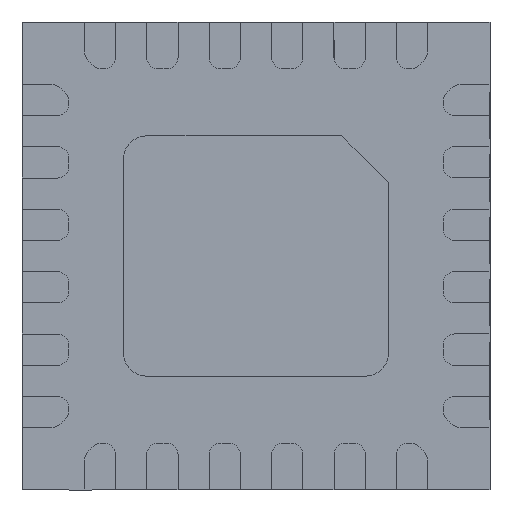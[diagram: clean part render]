
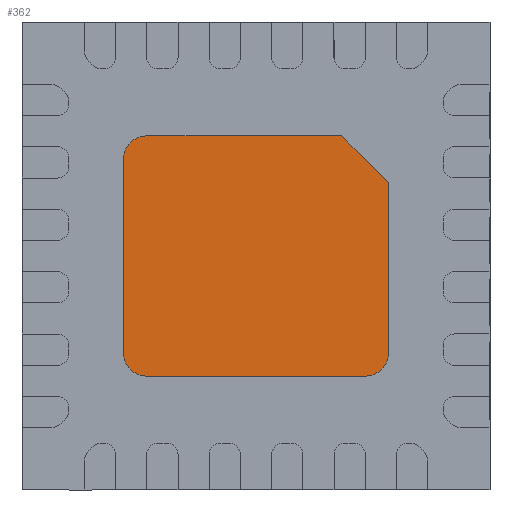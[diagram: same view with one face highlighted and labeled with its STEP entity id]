
A CAD part, front view. The second image highlights one B-rep face of the part: STEP entity #362.
In plain terms, the highlighted planar face has unit normal (0, -1, 0).
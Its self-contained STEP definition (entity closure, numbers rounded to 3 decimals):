
#115 = CARTESIAN_POINT ( 'NONE',  ( 0.7, -0.05, -0.77 ) ) ;
#269 = CARTESIAN_POINT ( 'NONE',  ( 0.55, -0.05, 0.77 ) ) ;
#362 = ADVANCED_FACE ( 'NONE', ( #8093 ), #1864, .F. ) ;
#385 = CIRCLE ( 'NONE', #1863, 0.15 ) ;
#489 = LINE ( 'NONE', #11154, #7401 ) ;
#890 = VERTEX_POINT ( 'NONE', #115 ) ;
#1025 = ORIENTED_EDGE ( 'NONE', *, *, #9417, .F. ) ;
#1419 = AXIS2_PLACEMENT_3D ( 'NONE', #5614, #6500, #5562 ) ;
#1476 = DIRECTION ( 'NONE',  ( 0., 0., 1. ) ) ;
#1684 = CARTESIAN_POINT ( 'NONE',  ( -0.85, -0.05, 0.62 ) ) ;
#1863 = AXIS2_PLACEMENT_3D ( 'NONE', #3181, #9836, #11755 ) ;
#1864 = PLANE ( 'NONE',  #4312 ) ;
#1977 = VECTOR ( 'NONE', #8762, 1000. ) ;
#2004 = CARTESIAN_POINT ( 'NONE',  ( -0.7, -0.05, -0.77 ) ) ;
#2222 = CARTESIAN_POINT ( 'NONE',  ( 0.85, -0.05, -0.62 ) ) ;
#2458 = ORIENTED_EDGE ( 'NONE', *, *, #12064, .F. ) ;
#2537 = VERTEX_POINT ( 'NONE', #2958 ) ;
#2653 = CARTESIAN_POINT ( 'NONE',  ( -0.85, -0.05, -0.62 ) ) ;
#2862 = LINE ( 'NONE', #3282, #3176 ) ;
#2958 = CARTESIAN_POINT ( 'NONE',  ( -0.7, -0.05, 0.77 ) ) ;
#2966 = DIRECTION ( 'NONE',  ( 0., 0., 1. ) ) ;
#3176 = VECTOR ( 'NONE', #8082, 1000. ) ;
#3181 = CARTESIAN_POINT ( 'NONE',  ( -0.7, -0.05, 0.62 ) ) ;
#3282 = CARTESIAN_POINT ( 'NONE',  ( 0.85, -0.05, 0.47 ) ) ;
#3292 = EDGE_CURVE ( 'NONE', #3385, #11106, #489, .T. ) ;
#3385 = VERTEX_POINT ( 'NONE', #2653 ) ;
#3661 = ORIENTED_EDGE ( 'NONE', *, *, #6954, .F. ) ;
#3799 = CARTESIAN_POINT ( 'NONE',  ( 0.55, -0.05, 0.77 ) ) ;
#4312 = AXIS2_PLACEMENT_3D ( 'NONE', #6782, #6826, #2966 ) ;
#4643 = CARTESIAN_POINT ( 'NONE',  ( -0.7, -0.05, -0.77 ) ) ;
#5443 = CIRCLE ( 'NONE', #1419, 0.15 ) ;
#5501 = CARTESIAN_POINT ( 'NONE',  ( 0.85, -0.05, -0.62 ) ) ;
#5539 = EDGE_CURVE ( 'NONE', #5983, #6545, #10582, .T. ) ;
#5562 = DIRECTION ( 'NONE',  ( 0., 0., 1. ) ) ;
#5614 = CARTESIAN_POINT ( 'NONE',  ( -0.7, -0.05, -0.62 ) ) ;
#5834 = AXIS2_PLACEMENT_3D ( 'NONE', #9987, #6051, #11908 ) ;
#5861 = EDGE_CURVE ( 'NONE', #11106, #2537, #385, .T. ) ;
#5983 = VERTEX_POINT ( 'NONE', #8913 ) ;
#6051 = DIRECTION ( 'NONE',  ( 0., 1., 0. ) ) ;
#6500 = DIRECTION ( 'NONE',  ( 0., 1., 0. ) ) ;
#6545 = VERTEX_POINT ( 'NONE', #2222 ) ;
#6782 = CARTESIAN_POINT ( 'NONE',  ( 0., -0.05, 0. ) ) ;
#6826 = DIRECTION ( 'NONE',  ( 0., 1., 0. ) ) ;
#6954 = EDGE_CURVE ( 'NONE', #6545, #890, #10527, .T. ) ;
#7308 = VECTOR ( 'NONE', #11321, 1000. ) ;
#7401 = VECTOR ( 'NONE', #1476, 1000. ) ;
#7523 = ORIENTED_EDGE ( 'NONE', *, *, #9672, .F. ) ;
#8082 = DIRECTION ( 'NONE',  ( 0.707, 0., -0.707 ) ) ;
#8093 = FACE_OUTER_BOUND ( 'NONE', #8127, .T. ) ;
#8127 = EDGE_LOOP ( 'NONE', ( #9659, #7523, #10499, #11658, #1025, #2458, #3661, #8796 ) ) ;
#8762 = DIRECTION ( 'NONE',  ( 1., 0., 0. ) ) ;
#8796 = ORIENTED_EDGE ( 'NONE', *, *, #5539, .F. ) ;
#8913 = CARTESIAN_POINT ( 'NONE',  ( 0.85, -0.05, 0.47 ) ) ;
#9417 = EDGE_CURVE ( 'NONE', #9702, #3385, #5443, .T. ) ;
#9659 = ORIENTED_EDGE ( 'NONE', *, *, #11075, .F. ) ;
#9672 = EDGE_CURVE ( 'NONE', #2537, #11203, #12142, .T. ) ;
#9702 = VERTEX_POINT ( 'NONE', #2004 ) ;
#9836 = DIRECTION ( 'NONE',  ( 0., 1., 0. ) ) ;
#9977 = VECTOR ( 'NONE', #11046, 1000. ) ;
#9987 = CARTESIAN_POINT ( 'NONE',  ( 0.7, -0.05, -0.62 ) ) ;
#10438 = LINE ( 'NONE', #4643, #7308 ) ;
#10499 = ORIENTED_EDGE ( 'NONE', *, *, #5861, .F. ) ;
#10527 = CIRCLE ( 'NONE', #5834, 0.15 ) ;
#10582 = LINE ( 'NONE', #5501, #9977 ) ;
#11046 = DIRECTION ( 'NONE',  ( 0., 0., -1. ) ) ;
#11075 = EDGE_CURVE ( 'NONE', #11203, #5983, #2862, .T. ) ;
#11106 = VERTEX_POINT ( 'NONE', #1684 ) ;
#11154 = CARTESIAN_POINT ( 'NONE',  ( -0.85, -0.05, 0.62 ) ) ;
#11203 = VERTEX_POINT ( 'NONE', #3799 ) ;
#11321 = DIRECTION ( 'NONE',  ( -1., 0., 0. ) ) ;
#11658 = ORIENTED_EDGE ( 'NONE', *, *, #3292, .F. ) ;
#11755 = DIRECTION ( 'NONE',  ( 0., 0., 1. ) ) ;
#11908 = DIRECTION ( 'NONE',  ( 0., 0., 1. ) ) ;
#12064 = EDGE_CURVE ( 'NONE', #890, #9702, #10438, .T. ) ;
#12142 = LINE ( 'NONE', #269, #1977 ) ;
